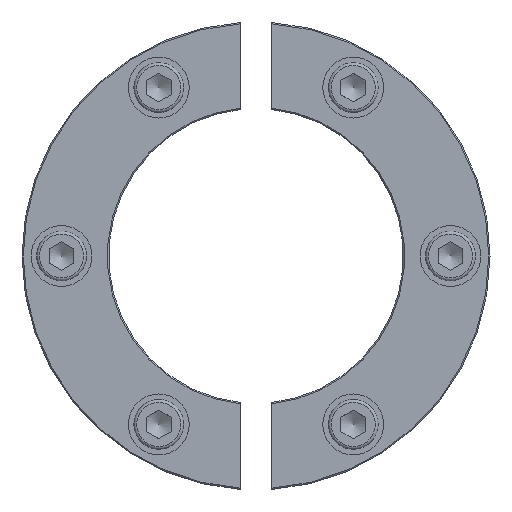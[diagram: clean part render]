
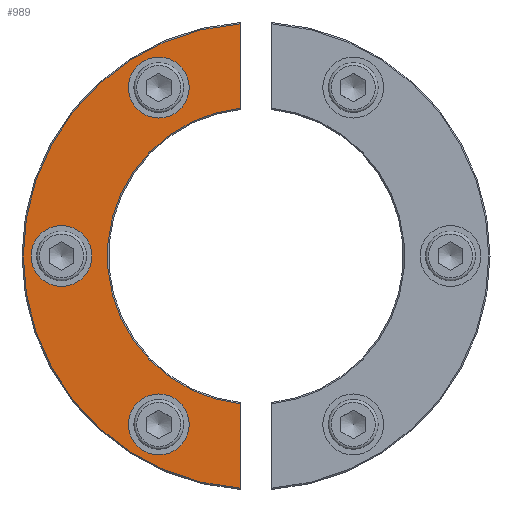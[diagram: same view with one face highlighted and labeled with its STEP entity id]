
A CAD part, left-side view. The second image highlights one B-rep face of the part: STEP entity #989.
In plain terms, the highlighted planar face has unit normal (-1, 0, 0).
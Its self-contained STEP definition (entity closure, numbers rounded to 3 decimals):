
#88=PLANE('',#1123);
#117=LINE('',#1596,#169);
#123=LINE('',#1608,#175);
#169=VECTOR('',#1269,1000.);
#175=VECTOR('',#1281,1000.);
#305=ORIENTED_EDGE('',*,*,#506,.F.);
#306=ORIENTED_EDGE('',*,*,#502,.F.);
#307=ORIENTED_EDGE('',*,*,#504,.F.);
#308=ORIENTED_EDGE('',*,*,#494,.F.);
#309=ORIENTED_EDGE('',*,*,#493,.T.);
#310=ORIENTED_EDGE('',*,*,#474,.F.);
#311=ORIENTED_EDGE('',*,*,#486,.T.);
#474=EDGE_CURVE('',#591,#592,#680,.T.);
#486=EDGE_CURVE('',#591,#599,#117,.T.);
#493=EDGE_CURVE('',#602,#592,#123,.T.);
#494=EDGE_CURVE('',#602,#599,#685,.T.);
#502=EDGE_CURVE('',#610,#610,#693,.T.);
#504=EDGE_CURVE('',#612,#612,#695,.T.);
#506=EDGE_CURVE('',#614,#614,#697,.T.);
#591=VERTEX_POINT('',#1571);
#592=VERTEX_POINT('',#1573);
#599=VERTEX_POINT('',#1595);
#602=VERTEX_POINT('',#1606);
#610=VERTEX_POINT('',#1632);
#612=VERTEX_POINT('',#1638);
#614=VERTEX_POINT('',#1644);
#680=CIRCLE('',#1090,23.7);
#685=CIRCLE('',#1102,37.1);
#693=CIRCLE('',#1116,2.85);
#695=CIRCLE('',#1120,2.85);
#697=CIRCLE('',#1124,2.85);
#765=EDGE_LOOP('',(#305));
#766=EDGE_LOOP('',(#306));
#767=EDGE_LOOP('',(#307));
#768=EDGE_LOOP('',(#308,#309,#310,#311));
#869=FACE_BOUND('',#765,.T.);
#870=FACE_BOUND('',#766,.T.);
#871=FACE_BOUND('',#767,.T.);
#872=FACE_BOUND('',#768,.T.);
#989=ADVANCED_FACE('',(#869,#870,#871,#872),#88,.T.);
#1090=AXIS2_PLACEMENT_3D('',#1572,#1245,#1246);
#1102=AXIS2_PLACEMENT_3D('',#1610,#1284,#1285);
#1116=AXIS2_PLACEMENT_3D('',#1631,#1312,#1313);
#1120=AXIS2_PLACEMENT_3D('',#1637,#1320,#1321);
#1123=AXIS2_PLACEMENT_3D('',#1642,#1326,#1327);
#1124=AXIS2_PLACEMENT_3D('',#1643,#1328,#1329);
#1245=DIRECTION('',(-1.,0.,0.));
#1246=DIRECTION('',(0.,-1.,0.));
#1269=DIRECTION('',(0.,0.,-1.));
#1281=DIRECTION('',(0.,0.,-1.));
#1284=DIRECTION('',(1.,0.,0.));
#1285=DIRECTION('',(0.,-1.,0.));
#1312=DIRECTION('',(-1.,0.,0.));
#1313=DIRECTION('',(0.,0.,1.));
#1320=DIRECTION('',(-1.,0.,0.));
#1321=DIRECTION('',(0.,-0.866,0.5));
#1326=DIRECTION('',(-1.,0.,0.));
#1327=DIRECTION('',(0.,0.,1.));
#1328=DIRECTION('',(-1.,0.,0.));
#1329=DIRECTION('',(0.,-0.866,-0.5));
#1571=CARTESIAN_POINT('',(0.,-2.5,-23.568));
#1572=CARTESIAN_POINT('',(0.,0.,0.));
#1573=CARTESIAN_POINT('',(0.,-2.5,23.568));
#1595=CARTESIAN_POINT('',(0.,-2.5,-37.016));
#1596=CARTESIAN_POINT('',(0.,-2.5,0.));
#1606=CARTESIAN_POINT('',(0.,-2.5,37.016));
#1608=CARTESIAN_POINT('',(0.,-2.5,0.));
#1610=CARTESIAN_POINT('',(0.,0.,0.));
#1631=CARTESIAN_POINT('',(0.,-15.5,26.847));
#1632=CARTESIAN_POINT('',(0.,-15.5,29.697));
#1637=CARTESIAN_POINT('',(0.,-31.,0.));
#1638=CARTESIAN_POINT('',(0.,-33.468,1.425));
#1642=CARTESIAN_POINT('',(0.,37.3,0.));
#1643=CARTESIAN_POINT('',(0.,-15.5,-26.847));
#1644=CARTESIAN_POINT('',(0.,-17.968,-28.272));
